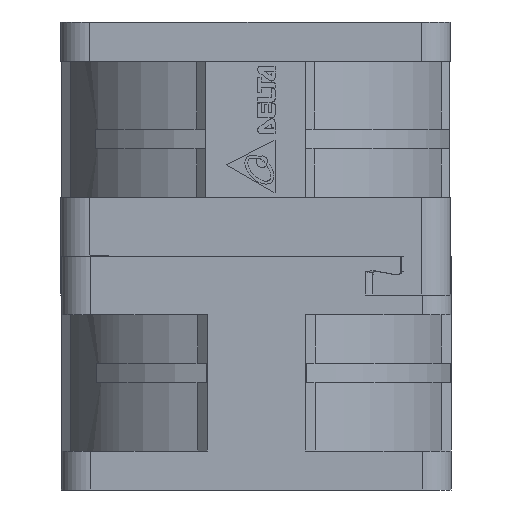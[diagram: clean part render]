
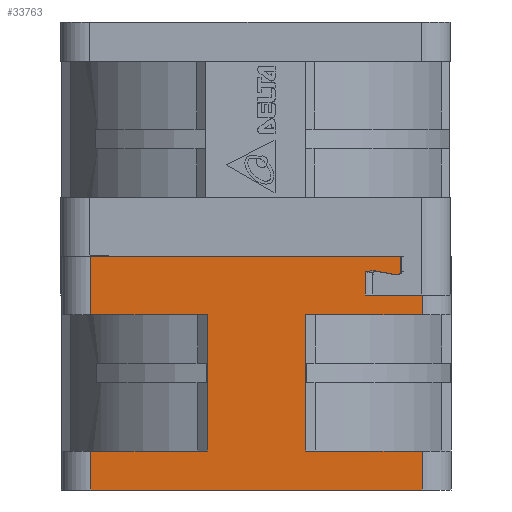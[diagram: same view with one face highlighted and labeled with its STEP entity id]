
A CAD part, left-side view. The second image highlights one B-rep face of the part: STEP entity #33763.
In plain terms, the highlighted face is planar.
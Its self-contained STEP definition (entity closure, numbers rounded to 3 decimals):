
#26758=DIRECTION('',(-0.469,-0.883,0.));
#26759=VECTOR('',#26758,31.828);
#26760=CARTESIAN_POINT('',(24.62,3.703,-24.));
#26761=LINE('',#26760,#26759);
#27602=DIRECTION('',(0.,0.,-1.));
#27603=VECTOR('',#27602,6.);
#27604=CARTESIAN_POINT('',(9.678,-24.4,-24.));
#27605=LINE('',#27604,#27603);
#27610=DIRECTION('',(-0.462,-0.869,0.174));
#27611=VECTOR('',#27610,2.14);
#27612=CARTESIAN_POINT('',(24.373,3.238,
-25.907));
#27613=LINE('',#27612,#27611);
#27614=CARTESIAN_POINT('',(23.384,1.377,
-25.534));
#27615=CARTESIAN_POINT('',(23.337,1.289,
-25.517));
#27616=CARTESIAN_POINT('',(23.237,1.102,
-25.51));
#27617=CARTESIAN_POINT('',(23.078,0.803,
-25.544));
#27618=CARTESIAN_POINT('',(22.964,0.587,
-25.579));
#27619=CARTESIAN_POINT('',(22.904,0.474,
-25.595));
#27621=DIRECTION('',(0.,0.,1.));
#27622=VECTOR('',#27621,14.);
#27623=CARTESIAN_POINT('',(15.298,-13.831,-44.));
#27624=LINE('',#27623,#27622);
#27675=CARTESIAN_POINT('',(24.373,3.238,
-25.907));
#27676=CARTESIAN_POINT('',(24.444,3.371,
-25.933));
#27677=CARTESIAN_POINT('',(24.52,3.513,
-25.896));
#27678=CARTESIAN_POINT('',(24.594,3.654,
-25.779));
#27679=CARTESIAN_POINT('',(24.62,3.703,
-25.692));
#27680=CARTESIAN_POINT('',(24.62,3.703,
-25.616));
#27686=DIRECTION('',(0.,0.,1.));
#27687=VECTOR('',#27686,1.616);
#27688=CARTESIAN_POINT('',(24.62,3.703,
-25.616));
#27689=LINE('',#27688,#27687);
#28061=DIRECTION('',(0.469,0.883,0.));
#28062=VECTOR('',#28061,34.);
#28063=CARTESIAN_POINT('',(9.678,-24.4,-48.));
#28064=LINE('',#28063,#28062);
#28234=DIRECTION('',(-0.469,-0.883,0.));
#28235=VECTOR('',#28234,11.97);
#28236=CARTESIAN_POINT('',(15.298,-13.831,-44.));
#28237=LINE('',#28236,#28235);
#28341=DIRECTION('',(0.469,0.883,0.));
#28342=VECTOR('',#28341,11.97);
#28343=CARTESIAN_POINT('',(9.678,-24.4,-30.));
#28344=LINE('',#28343,#28342);
#28423=DIRECTION('',(0.,0.,-1.));
#28424=VECTOR('',#28423,4.);
#28425=CARTESIAN_POINT('',(9.678,-24.4,-44.));
#28426=LINE('',#28425,#28424);
#28443=DIRECTION('',(0.,0.,1.));
#28444=VECTOR('',#28443,4.);
#28445=CARTESIAN_POINT('',(25.64,5.621,-48.));
#28446=LINE('',#28445,#28444);
#28456=DIRECTION('',(-0.469,-0.883,0.));
#28457=VECTOR('',#28456,11.97);
#28458=CARTESIAN_POINT('',(25.64,5.621,-44.));
#28459=LINE('',#28458,#28457);
#28521=DIRECTION('',(0.,0.,1.));
#28522=VECTOR('',#28521,14.);
#28523=CARTESIAN_POINT('',(20.02,-4.948,-44.));
#28524=LINE('',#28523,#28522);
#28576=DIRECTION('',(0.469,0.883,0.));
#28577=VECTOR('',#28576,11.97);
#28578=CARTESIAN_POINT('',(20.02,-4.948,-30.));
#28579=LINE('',#28578,#28577);
#28603=DIRECTION('',(0.,0.,1.));
#28604=VECTOR('',#28603,2.);
#28605=CARTESIAN_POINT('',(25.64,5.621,-30.));
#28606=LINE('',#28605,#28604);
#28607=DIRECTION('',(-0.469,-0.883,0.));
#28608=VECTOR('',#28607,5.828);
#28609=CARTESIAN_POINT('',(25.64,5.621,-28.));
#28610=LINE('',#28609,#28608);
#28657=DIRECTION('',(0.,0.,1.));
#28658=VECTOR('',#28657,2.405);
#28659=CARTESIAN_POINT('',(22.904,0.474,-28.));
#28660=LINE('',#28659,#28658);
#31401=CARTESIAN_POINT('',(24.62,3.703,-24.));
#31402=VERTEX_POINT('',#31401);
#31403=CARTESIAN_POINT('',(9.678,-24.4,-24.));
#31404=VERTEX_POINT('',#31403);
#31762=CARTESIAN_POINT('',(9.678,-24.4,-48.));
#31763=VERTEX_POINT('',#31762);
#31764=CARTESIAN_POINT('',(25.64,5.621,-48.));
#31765=VERTEX_POINT('',#31764);
#31964=CARTESIAN_POINT('',(25.64,5.621,-44.));
#31965=VERTEX_POINT('',#31964);
#31966=CARTESIAN_POINT('',(20.02,-4.948,-44.));
#31967=VERTEX_POINT('',#31966);
#31990=CARTESIAN_POINT('',(15.298,-13.831,-44.));
#31991=VERTEX_POINT('',#31990);
#31992=CARTESIAN_POINT('',(9.678,-24.4,-44.));
#31993=VERTEX_POINT('',#31992);
#32012=CARTESIAN_POINT('',(20.02,-4.948,-30.));
#32013=VERTEX_POINT('',#32012);
#32014=CARTESIAN_POINT('',(25.64,5.621,-30.));
#32015=VERTEX_POINT('',#32014);
#32036=CARTESIAN_POINT('',(9.678,-24.4,-30.));
#32037=VERTEX_POINT('',#32036);
#32038=CARTESIAN_POINT('',(15.298,-13.831,-30.));
#32039=VERTEX_POINT('',#32038);
#32169=CARTESIAN_POINT('',(24.373,3.238,
-25.907));
#32170=CARTESIAN_POINT('',(23.384,1.377,
-25.534));
#32171=VERTEX_POINT('',#32169);
#32172=VERTEX_POINT('',#32170);
#32173=VERTEX_POINT('',#27619);
#32174=CARTESIAN_POINT('',(22.904,0.474,-28.));
#32175=VERTEX_POINT('',#32174);
#32176=CARTESIAN_POINT('',(25.64,5.621,-28.));
#32177=VERTEX_POINT('',#32176);
#32178=CARTESIAN_POINT('',(24.62,3.703,
-25.616));
#32179=VERTEX_POINT('',#32178);
#33722=CARTESIAN_POINT('',(27.048,8.27,-24.));
#33723=DIRECTION('',(0.883,-0.469,0.));
#33724=DIRECTION('',(-0.469,-0.883,0.));
#33725=AXIS2_PLACEMENT_3D('',#33722,#33723,#33724);
#33726=PLANE('',#33725);
#33728=ORIENTED_EDGE('',*,*,#33727,.T.);
#33730=ORIENTED_EDGE('',*,*,#33729,.T.);
#33732=ORIENTED_EDGE('',*,*,#33731,.F.);
#33734=ORIENTED_EDGE('',*,*,#33733,.F.);
#33736=ORIENTED_EDGE('',*,*,#33735,.F.);
#33738=ORIENTED_EDGE('',*,*,#33737,.F.);
#33740=ORIENTED_EDGE('',*,*,#33739,.F.);
#33742=ORIENTED_EDGE('',*,*,#33741,.F.);
#33744=ORIENTED_EDGE('',*,*,#33743,.F.);
#33746=ORIENTED_EDGE('',*,*,#33745,.F.);
#33748=ORIENTED_EDGE('',*,*,#33747,.F.);
#33750=ORIENTED_EDGE('',*,*,#33749,.F.);
#33752=ORIENTED_EDGE('',*,*,#33751,.T.);
#33754=ORIENTED_EDGE('',*,*,#33753,.F.);
#33755=ORIENTED_EDGE('',*,*,#33713,.F.);
#33756=ORIENTED_EDGE('',*,*,#32829,.F.);
#33758=ORIENTED_EDGE('',*,*,#33757,.F.);
#33760=ORIENTED_EDGE('',*,*,#33759,.F.);
#33761=EDGE_LOOP('',(#33728,#33730,#33732,#33734,#33736,#33738,#33740,#33742,
#33744,#33746,#33748,#33750,#33752,#33754,#33755,#33756,#33758,#33760));
#33762=FACE_OUTER_BOUND('',#33761,.F.);
#33763=ADVANCED_FACE('',(#33762),#33726,.T.);
#27620=B_SPLINE_CURVE_WITH_KNOTS('',3,(#27614,#27615,#27616,#27617,#27618,
#27619),.UNSPECIFIED.,.F.,.F.,(4,1,1,4),(0.,0.333,
0.667,1.),.UNSPECIFIED.);
#27681=B_SPLINE_CURVE_WITH_KNOTS('',3,(#27675,#27676,#27677,#27678,#27679,
#27680),.UNSPECIFIED.,.F.,.F.,(4,1,1,4),(0.,0.5,0.75,1.),.UNSPECIFIED.);
#32829=EDGE_CURVE('',#31402,#31404,#26761,.T.);
#33713=EDGE_CURVE('',#31404,#32037,#27605,.T.);
#33727=EDGE_CURVE('',#32171,#32172,#27613,.T.);
#33729=EDGE_CURVE('',#32172,#32173,#27620,.T.);
#33731=EDGE_CURVE('',#32175,#32173,#28660,.T.);
#33733=EDGE_CURVE('',#32177,#32175,#28610,.T.);
#33735=EDGE_CURVE('',#32015,#32177,#28606,.T.);
#33737=EDGE_CURVE('',#32013,#32015,#28579,.T.);
#33739=EDGE_CURVE('',#31967,#32013,#28524,.T.);
#33741=EDGE_CURVE('',#31965,#31967,#28459,.T.);
#33743=EDGE_CURVE('',#31765,#31965,#28446,.T.);
#33745=EDGE_CURVE('',#31763,#31765,#28064,.T.);
#33747=EDGE_CURVE('',#31993,#31763,#28426,.T.);
#33749=EDGE_CURVE('',#31991,#31993,#28237,.T.);
#33751=EDGE_CURVE('',#31991,#32039,#27624,.T.);
#33753=EDGE_CURVE('',#32037,#32039,#28344,.T.);
#33757=EDGE_CURVE('',#32179,#31402,#27689,.T.);
#33759=EDGE_CURVE('',#32171,#32179,#27681,.T.);
